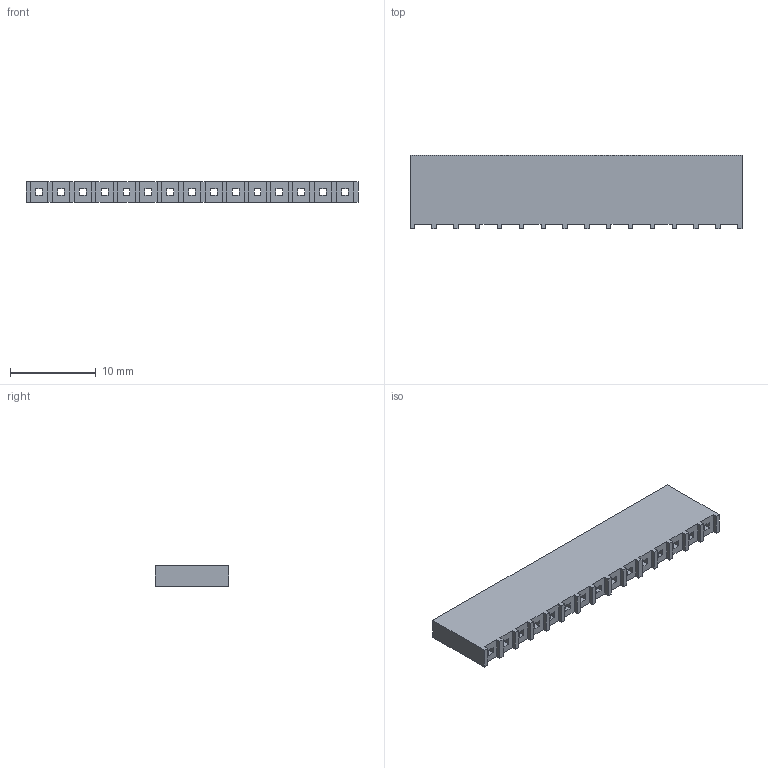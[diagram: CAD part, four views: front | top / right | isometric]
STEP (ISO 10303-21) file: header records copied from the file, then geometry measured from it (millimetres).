
FILE_DESCRIPTION(('CATIA V5 STEP Exchange'),'2;1');
FILE_NAME('_T1SSW_115_01_T_S_005_2.stp','2019-10-27T20:24:53+00:00',('none'),('none'),'CATIA Version 5 Release 21 GA (IN-10)','CATIA V5 STEP AP203','none');
FILE_SCHEMA(('CONFIG_CONTROL_DESIGN'));
Length unit declared in the file: millimetre
Products named in the file (1): _T1SSW_115_01_T_S_005_2
Bounding box: 38.61 x 8.51 x 2.41 mm (x, y, z)
Volume: 680.9 mm3; surface area: 1249.6 mm2
Topology: 1 solids, 1 shells, 126 faces, 372 edges, 248 vertices
Faces by surface type: plane 126
Entity records: 4218 total; most frequent: CARTESIAN_POINT 747, ORIENTED_EDGE 744, DIRECTION 624, VECTOR 372, EDGE_CURVE 372, LINE 372, VERTEX_POINT 248, EDGE_LOOP 156
